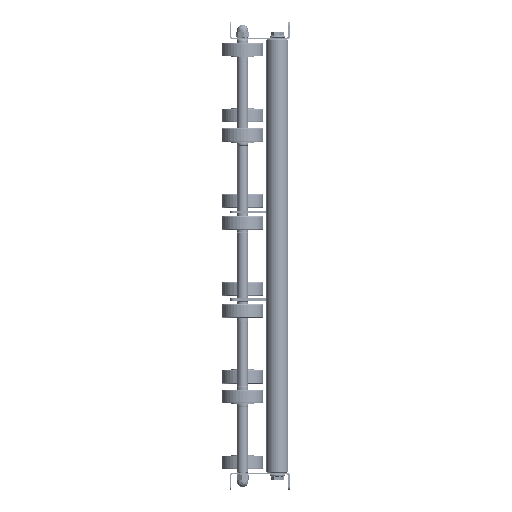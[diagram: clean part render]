
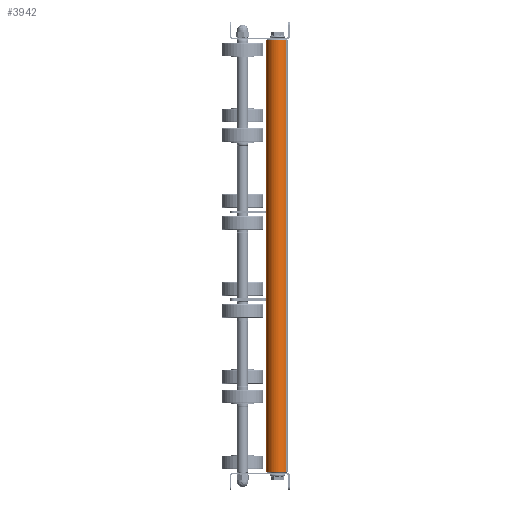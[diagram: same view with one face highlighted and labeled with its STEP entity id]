
A CAD part, left-side view. The second image highlights one B-rep face of the part: STEP entity #3942.
In plain terms, the highlighted cylindrical face has radius 12.5 mm (diameter 25 mm), a partial arc.
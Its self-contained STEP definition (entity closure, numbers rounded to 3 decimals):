
#58 = ORIENTED_EDGE ( 'NONE', *, *, #13634, .T. ) ;
#313 = DIRECTION ( 'NONE',  ( -1., 0., 0. ) ) ;
#785 = CIRCLE ( 'NONE', #2170, 12.5 ) ;
#1365 = DIRECTION ( 'NONE',  ( -1., 0., 0. ) ) ;
#1837 = ORIENTED_EDGE ( 'NONE', *, *, #18398, .F. ) ;
#1961 = CYLINDRICAL_SURFACE ( 'NONE', #18105, 12.5 ) ;
#2170 = AXIS2_PLACEMENT_3D ( 'NONE', #10025, #6853, #8711 ) ;
#2578 = FACE_OUTER_BOUND ( 'NONE', #13021, .T. ) ;
#2951 = CIRCLE ( 'NONE', #16823, 12.5 ) ;
#3942 = ADVANCED_FACE ( 'NONE', ( #2578 ), #1961, .T. ) ;
#4726 = EDGE_CURVE ( 'NONE', #19807, #10136, #785, .T. ) ;
#4759 = CARTESIAN_POINT ( 'NONE',  ( 1., 0., -12.5 ) ) ;
#5436 = VECTOR ( 'NONE', #11852, 1000. ) ;
#6853 = DIRECTION ( 'NONE',  ( 1., 0., 0. ) ) ;
#6976 = DIRECTION ( 'NONE',  ( 0., 0., 1. ) ) ;
#7568 = ORIENTED_EDGE ( 'NONE', *, *, #16245, .T. ) ;
#8711 = DIRECTION ( 'NONE',  ( 0., 0., -1. ) ) ;
#8930 = ORIENTED_EDGE ( 'NONE', *, *, #4726, .T. ) ;
#9240 = CARTESIAN_POINT ( 'NONE',  ( 500., 0., 0. ) ) ;
#10014 = LINE ( 'NONE', #14982, #5436 ) ;
#10025 = CARTESIAN_POINT ( 'NONE',  ( 1., 0., 0. ) ) ;
#10136 = VERTEX_POINT ( 'NONE', #4759 ) ;
#10652 = CARTESIAN_POINT ( 'NONE',  ( 500., 0., -12.5 ) ) ;
#11852 = DIRECTION ( 'NONE',  ( -1., 0., 0. ) ) ;
#12716 = LINE ( 'NONE', #10652, #13938 ) ;
#13021 = EDGE_LOOP ( 'NONE', ( #1837, #58, #7568, #8930 ) ) ;
#13359 = VERTEX_POINT ( 'NONE', #13675 ) ;
#13634 = EDGE_CURVE ( 'NONE', #16885, #13359, #2951, .T. ) ;
#13675 = CARTESIAN_POINT ( 'NONE',  ( 499., 0., 12.5 ) ) ;
#13938 = VECTOR ( 'NONE', #17227, 1000. ) ;
#14628 = DIRECTION ( 'NONE',  ( 0., 0., -1. ) ) ;
#14982 = CARTESIAN_POINT ( 'NONE',  ( 500., 0., 12.5 ) ) ;
#16245 = EDGE_CURVE ( 'NONE', #13359, #19807, #10014, .T. ) ;
#16823 = AXIS2_PLACEMENT_3D ( 'NONE', #21194, #1365, #14628 ) ;
#16885 = VERTEX_POINT ( 'NONE', #20524 ) ;
#17227 = DIRECTION ( 'NONE',  ( -1., 0., 0. ) ) ;
#17858 = CARTESIAN_POINT ( 'NONE',  ( 1., 0., 12.5 ) ) ;
#18105 = AXIS2_PLACEMENT_3D ( 'NONE', #9240, #313, #6976 ) ;
#18398 = EDGE_CURVE ( 'NONE', #16885, #10136, #12716, .T. ) ;
#19807 = VERTEX_POINT ( 'NONE', #17858 ) ;
#20524 = CARTESIAN_POINT ( 'NONE',  ( 499., 0., -12.5 ) ) ;
#21194 = CARTESIAN_POINT ( 'NONE',  ( 499., 0., 0. ) ) ;
